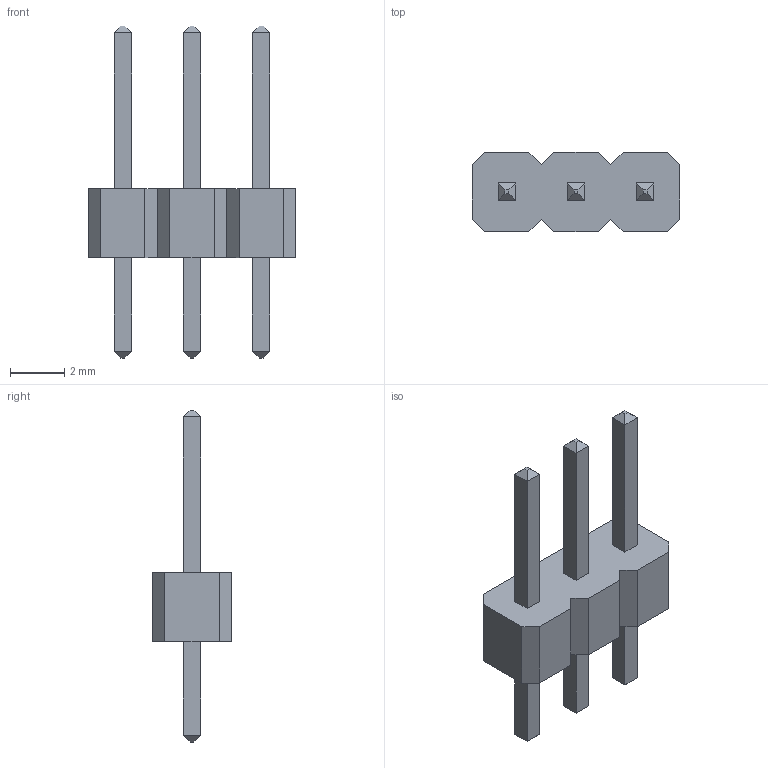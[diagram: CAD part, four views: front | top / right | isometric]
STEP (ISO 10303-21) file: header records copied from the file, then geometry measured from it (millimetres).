
FILE_DESCRIPTION(('FreeCAD Model'),'2;1');
FILE_NAME('User Library-Pin Header Strip.step', '2017-03-28T06:54:49',('Author'),(''), 'Open CASCADE STEP processor 6.8','FreeCAD','Unknown');
FILE_SCHEMA(('AUTOMOTIVE_DESIGN_CC2 { 1 2 10303 214 -1 1 5 4 }'));
Length unit declared in the file: millimetre
Products named in the file (2): ASSEMBLY; User_Library-Pin_Header_Strip
Assembly tree (1 placements, depth 2):
  ASSEMBLY
    User_Library-Pin_Header_Strip
Bounding box: 7.62 x 2.92 x 12.19 mm (x, y, z)
Volume: 64.8 mm3; surface area: 167.9 mm2
Topology: 1 solids, 1 shells, 76 faces, 180 edges, 112 vertices
Faces by surface type: plane 76
Entity records: 5015 total; most frequent: CARTESIAN_POINT 730, DIRECTION 696, LINE 540, VECTOR 540, ORIENTED_EDGE 360, PCURVE 360, DEFINITIONAL_REPRESENTATION 360, EDGE_CURVE 180
